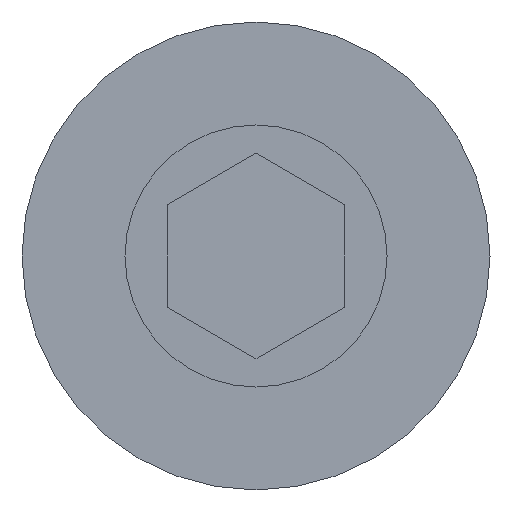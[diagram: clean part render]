
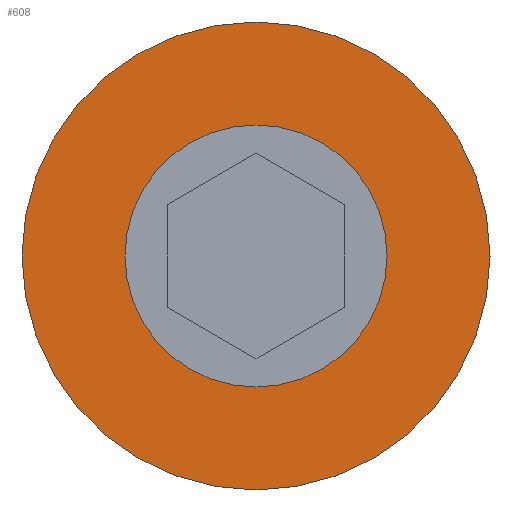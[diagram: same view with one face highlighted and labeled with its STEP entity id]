
A CAD part, front view. The second image highlights one B-rep face of the part: STEP entity #608.
In plain terms, the highlighted planar face has unit normal (0, -1, 0).
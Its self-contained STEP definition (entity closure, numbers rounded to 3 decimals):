
#12 = DIRECTION ( 'NONE',  ( 0., 1., 0. ) ) ;
#26 = DIRECTION ( 'NONE',  ( 0., 1., 0. ) ) ;
#29 = FACE_OUTER_BOUND ( 'NONE', #307, .T. ) ;
#34 = CIRCLE ( 'NONE', #539, 6. ) ;
#55 = CARTESIAN_POINT ( 'NONE',  ( 0., 0., -25. ) ) ;
#106 = ORIENTED_EDGE ( 'NONE', *, *, #245, .F. ) ;
#109 = CARTESIAN_POINT ( 'NONE',  ( 0., 0., 0. ) ) ;
#243 = VERTEX_POINT ( 'NONE', #55 ) ;
#245 = EDGE_CURVE ( 'NONE', #243, #350, #751, .T. ) ;
#265 = ORIENTED_EDGE ( 'NONE', *, *, #728, .F. ) ;
#276 = CARTESIAN_POINT ( 'NONE',  ( -6., 0., 0. ) ) ;
#294 = PLANE ( 'NONE',  #470 ) ;
#307 = EDGE_LOOP ( 'NONE', ( #265, #106 ) ) ;
#308 = CARTESIAN_POINT ( 'NONE',  ( 0., 0., 0. ) ) ;
#322 = AXIS2_PLACEMENT_3D ( 'NONE', #1286, #1339, #662 ) ;
#350 = VERTEX_POINT ( 'NONE', #994 ) ;
#470 = AXIS2_PLACEMENT_3D ( 'NONE', #643, #12, #962 ) ;
#539 = AXIS2_PLACEMENT_3D ( 'NONE', #308, #884, #1192 ) ;
#551 = DIRECTION ( 'NONE',  ( -1., 0., 0. ) ) ;
#575 = ORIENTED_EDGE ( 'NONE', *, *, #622, .F. ) ;
#608 = ADVANCED_FACE ( 'NONE', ( #1252, #29 ), #294, .F. ) ;
#622 = EDGE_CURVE ( 'NONE', #1449, #816, #34, .T. ) ;
#643 = CARTESIAN_POINT ( 'NONE',  ( 6., 0., 0. ) ) ;
#662 = DIRECTION ( 'NONE',  ( 0., 0., 1. ) ) ;
#676 = CARTESIAN_POINT ( 'NONE',  ( 0., 0., 0. ) ) ;
#709 = EDGE_LOOP ( 'NONE', ( #1328, #575 ) ) ;
#728 = EDGE_CURVE ( 'NONE', #350, #243, #947, .T. ) ;
#751 = CIRCLE ( 'NONE', #1159, 25. ) ;
#816 = VERTEX_POINT ( 'NONE', #276 ) ;
#884 = DIRECTION ( 'NONE',  ( 0., -1., 0. ) ) ;
#893 = AXIS2_PLACEMENT_3D ( 'NONE', #676, #1300, #551 ) ;
#947 = CIRCLE ( 'NONE', #322, 25. ) ;
#962 = DIRECTION ( 'NONE',  ( 0., 0., 1. ) ) ;
#994 = CARTESIAN_POINT ( 'NONE',  ( 0., 0., 25. ) ) ;
#1080 = CIRCLE ( 'NONE', #893, 6. ) ;
#1159 = AXIS2_PLACEMENT_3D ( 'NONE', #109, #26, #1176 ) ;
#1176 = DIRECTION ( 'NONE',  ( 0., 0., 1. ) ) ;
#1192 = DIRECTION ( 'NONE',  ( -1., 0., 0. ) ) ;
#1252 = FACE_BOUND ( 'NONE', #709, .T. ) ;
#1286 = CARTESIAN_POINT ( 'NONE',  ( 0., 0., 0. ) ) ;
#1300 = DIRECTION ( 'NONE',  ( 0., -1., 0. ) ) ;
#1328 = ORIENTED_EDGE ( 'NONE', *, *, #1389, .F. ) ;
#1339 = DIRECTION ( 'NONE',  ( 0., 1., 0. ) ) ;
#1389 = EDGE_CURVE ( 'NONE', #816, #1449, #1080, .T. ) ;
#1441 = CARTESIAN_POINT ( 'NONE',  ( 6., 0., 0. ) ) ;
#1449 = VERTEX_POINT ( 'NONE', #1441 ) ;
